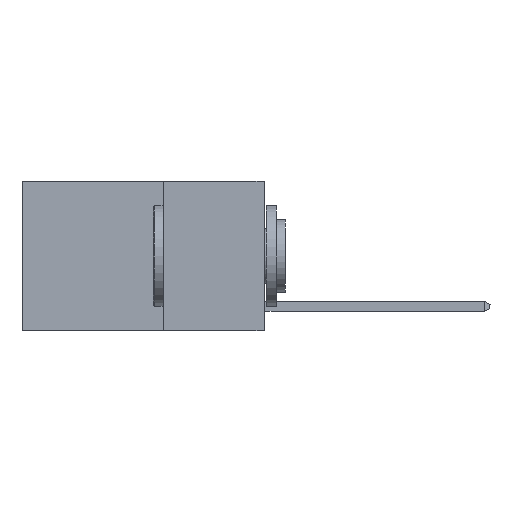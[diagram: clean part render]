
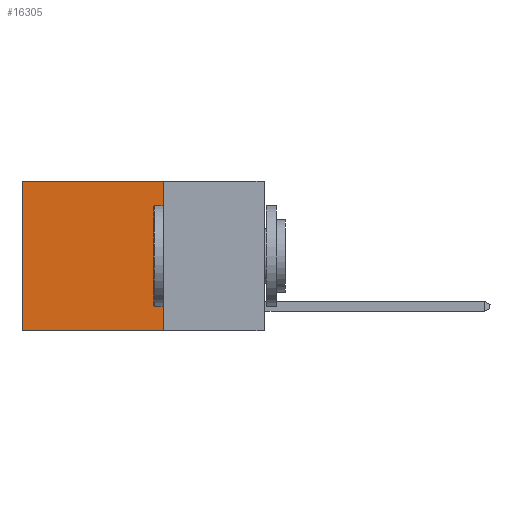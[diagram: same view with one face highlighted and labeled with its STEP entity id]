
A CAD part, left-side view. The second image highlights one B-rep face of the part: STEP entity #16305.
In plain terms, the highlighted planar face has unit normal (-1, 0, 0).
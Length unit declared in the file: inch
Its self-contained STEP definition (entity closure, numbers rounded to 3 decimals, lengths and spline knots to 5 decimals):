
#38 = AXIS2_PLACEMENT_3D ( 'NONE', #4211, #323, #5883 ) ;
#39 = EDGE_CURVE ( 'NONE', #5468, #14977, #4543, .T. ) ;
#256 = VERTEX_POINT ( 'NONE', #12108 ) ;
#323 = DIRECTION ( 'NONE',  ( 1., 0., 0. ) ) ;
#650 = CARTESIAN_POINT ( 'NONE',  ( 0.2625, 0.25, 0. ) ) ;
#1062 = CARTESIAN_POINT ( 'NONE',  ( 0.2625, 0.6, 0. ) ) ;
#1584 = CARTESIAN_POINT ( 'NONE',  ( 0.2625, 0.25, 0. ) ) ;
#1978 = CARTESIAN_POINT ( 'NONE',  ( 0.2625, 0.25, 0. ) ) ;
#2050 = VECTOR ( 'NONE', #7341, 39.37008 ) ;
#2149 = DIRECTION ( 'NONE',  ( 0., 1., 0. ) ) ;
#3386 = VECTOR ( 'NONE', #2149, 39.37008 ) ;
#3547 = DIRECTION ( 'NONE',  ( 0., 0., -1. ) ) ;
#4211 = CARTESIAN_POINT ( 'NONE',  ( 0.2625, 0.25, 0. ) ) ;
#4543 = LINE ( 'NONE', #1584, #16934 ) ;
#4577 = ORIENTED_EDGE ( 'NONE', *, *, #15842, .F. ) ;
#5468 = VERTEX_POINT ( 'NONE', #650 ) ;
#5883 = DIRECTION ( 'NONE',  ( 0., 0., -1. ) ) ;
#6863 = EDGE_CURVE ( 'NONE', #5468, #256, #16634, .T. ) ;
#7191 = PLANE ( 'NONE',  #38 ) ;
#7341 = DIRECTION ( 'NONE',  ( 0., 0., -1. ) ) ;
#8006 = VECTOR ( 'NONE', #3547, 39.37008 ) ;
#8196 = DIRECTION ( 'NONE',  ( 0., 1., 0. ) ) ;
#8875 = CARTESIAN_POINT ( 'NONE',  ( 0.2625, 0.6, -0.37 ) ) ;
#9032 = LINE ( 'NONE', #16960, #8006 ) ;
#9137 = CARTESIAN_POINT ( 'NONE',  ( 0.2625, 0.25, -0.37 ) ) ;
#9505 = EDGE_CURVE ( 'NONE', #14977, #11983, #9032, .T. ) ;
#9670 = ORIENTED_EDGE ( 'NONE', *, *, #9505, .T. ) ;
#10461 = ORIENTED_EDGE ( 'NONE', *, *, #6863, .F. ) ;
#11983 = VERTEX_POINT ( 'NONE', #8875 ) ;
#12108 = CARTESIAN_POINT ( 'NONE',  ( 0.2625, 0.25, -0.37 ) ) ;
#13744 = FACE_OUTER_BOUND ( 'NONE', #13841, .T. ) ;
#13841 = EDGE_LOOP ( 'NONE', ( #9670, #4577, #10461, #16528 ) ) ;
#14977 = VERTEX_POINT ( 'NONE', #1062 ) ;
#15842 = EDGE_CURVE ( 'NONE', #256, #11983, #17347, .T. ) ;
#16305 = ADVANCED_FACE ( 'NONE', ( #13744 ), #7191, .F. ) ;
#16528 = ORIENTED_EDGE ( 'NONE', *, *, #39, .T. ) ;
#16634 = LINE ( 'NONE', #1978, #2050 ) ;
#16934 = VECTOR ( 'NONE', #8196, 39.37008 ) ;
#16960 = CARTESIAN_POINT ( 'NONE',  ( 0.2625, 0.6, 0. ) ) ;
#17347 = LINE ( 'NONE', #9137, #3386 ) ;
